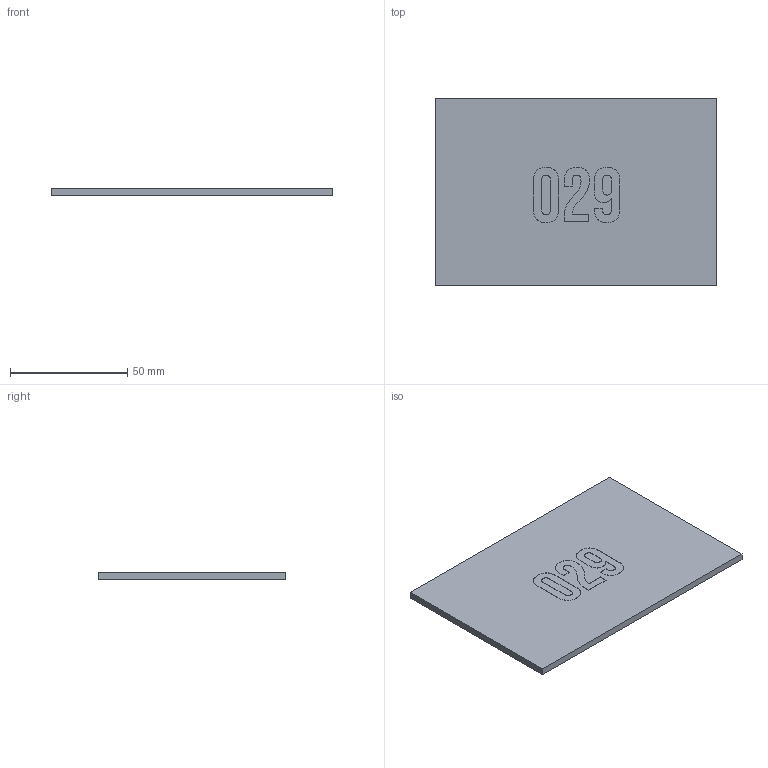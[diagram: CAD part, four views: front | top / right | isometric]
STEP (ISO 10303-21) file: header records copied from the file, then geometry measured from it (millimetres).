
FILE_DESCRIPTION(/* description */ ('STEP AP214'),/* implementation_level */ '2;1');
FILE_NAME(/* name */ '68cc00a9d92765844198eab3',/* time_stamp */ '2025-09-18T12:52:58Z',/* author */ (''),/* organization */ (''),/* preprocessor_version */ 'ST-DEVELOPER v20',/* originating_system */ 'ONSHAPE BY PTC INC, 1.203',/* authorisation */ ' ');
FILE_SCHEMA (('AUTOMOTIVE_DESIGN {1 0 10303 214 3 1 1}'));
Length unit declared in the file: metre
Products named in the file (1): Part 1
Bounding box: 120 x 80 x 3 mm (x, y, z)
Volume: 28751.5 mm3; surface area: 20428.9 mm2
Topology: 1 solids, 1 shells, 76 faces, 207 edges, 138 vertices
Faces by surface type: bspline 43, plane 32, cylinder 1
Entity records: 2555 total; most frequent: CARTESIAN_POINT 895, ORIENTED_EDGE 414, EDGE_CURVE 207, DIRECTION 191, VERTEX_POINT 138, LINE 119, VECTOR 119, B_SPLINE_CURVE_WITH_KNOTS 86
